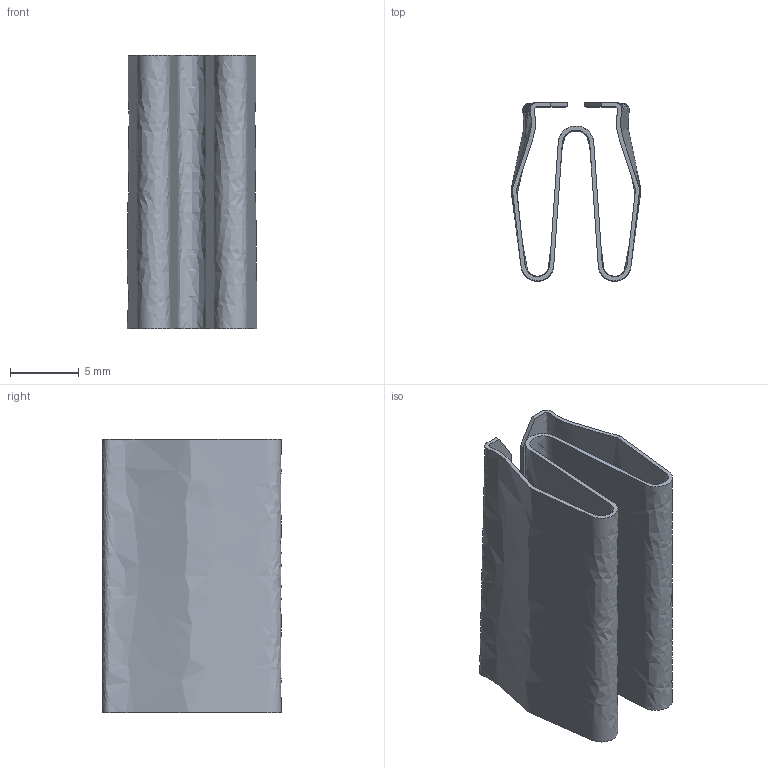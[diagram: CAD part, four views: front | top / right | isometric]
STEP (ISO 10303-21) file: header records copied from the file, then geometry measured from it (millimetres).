
FILE_DESCRIPTION (( 'STEP AP214' ), '1' );
FILE_NAME ('092311n08.STEP', '2014-08-19T12:25:46', ( '' ), ( '' ), 'SwSTEP 2.0', 'SolidWorks 2014', '' );
FILE_SCHEMA (( 'AUTOMOTIVE_DESIGN' ));
Length unit declared in the file: millimetre
Products named in the file (1): 092311n08
Bounding box: 9.49 x 13 x 20 mm (x, y, z)
Volume: 506.6 mm3; surface area: 2297.5 mm2
Topology: 1 solids, 1 shells, 11 faces, 89 edges, 80 vertices
Faces by surface type: plane 8, bspline 3
Entity records: 1293 total; most frequent: CARTESIAN_POINT 542, ORIENTED_EDGE 178, DIRECTION 139, EDGE_CURVE 89, VERTEX_POINT 80, LINE 49, VECTOR 49, AXIS2_PLACEMENT_3D 45
